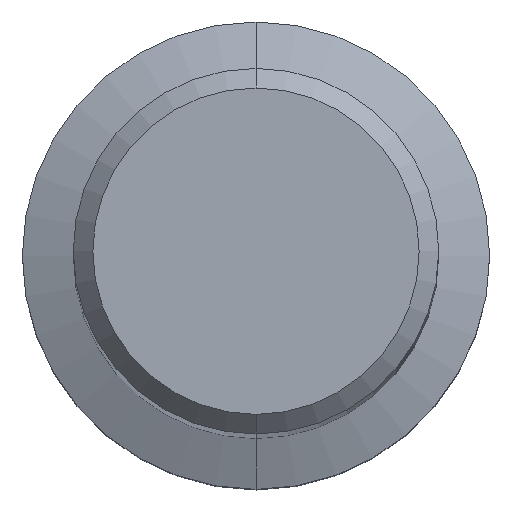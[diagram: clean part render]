
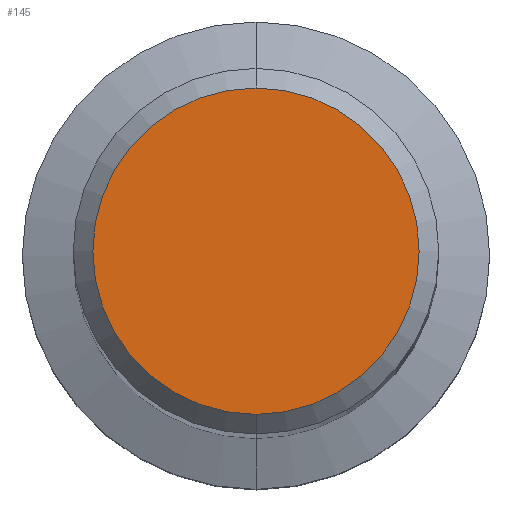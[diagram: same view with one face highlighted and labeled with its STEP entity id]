
A CAD part, top view. The second image highlights one B-rep face of the part: STEP entity #145.
In plain terms, the highlighted planar face has unit normal (0, 0, 1).
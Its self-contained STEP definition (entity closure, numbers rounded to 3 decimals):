
#127=EDGE_CURVE('',#273,#265,#327,.T.);
#145=ADVANCED_FACE('',(#347),#348,.T.);
#265=VERTEX_POINT('',#483);
#273=VERTEX_POINT('',#493);
#289=EDGE_CURVE('',#265,#273,#511,.T.);
#327=CIRCLE('',#544,6.65);
#347=FACE_OUTER_BOUND('',#571,.T.);
#348=PLANE('',#572);
#483=CARTESIAN_POINT('',(0.0,6.65,0.0));
#493=CARTESIAN_POINT('',(0.,-6.65,0.0));
#511=CIRCLE('',#782,6.65);
#544=AXIS2_PLACEMENT_3D('',#810,#811,#812);
#571=EDGE_LOOP('',(#841,#842));
#572=AXIS2_PLACEMENT_3D('',#843,#844,#845);
#782=AXIS2_PLACEMENT_3D('',#1051,#1052,#1053);
#810=CARTESIAN_POINT('',(0.0,0.0,0.0));
#811=DIRECTION('',(0.0,0.0,-1.0));
#812=DIRECTION('',(0.0,1.0,0.0));
#841=ORIENTED_EDGE('',*,*,#289,.F.);
#842=ORIENTED_EDGE('',*,*,#127,.F.);
#843=CARTESIAN_POINT('',(0.0,3.325,0.0));
#844=DIRECTION('',(-0.0,0.0,1.0));
#845=DIRECTION('',(0.0,-1.0,0.0));
#1051=CARTESIAN_POINT('',(0.0,0.0,0.0));
#1052=DIRECTION('',(0.0,0.0,-1.0));
#1053=DIRECTION('',(0.0,1.0,0.0));
